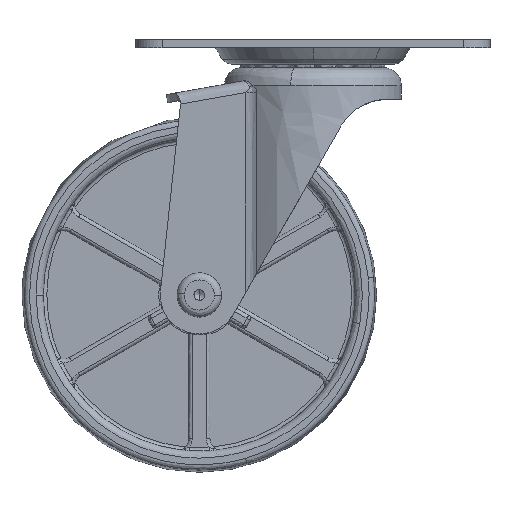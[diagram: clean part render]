
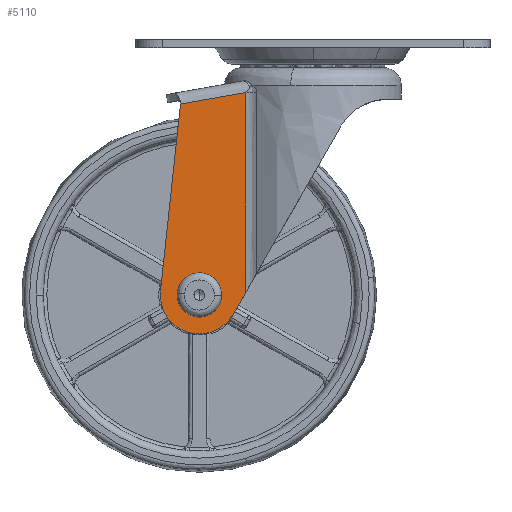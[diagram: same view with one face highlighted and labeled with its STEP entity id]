
A CAD part, front view. The second image highlights one B-rep face of the part: STEP entity #5110.
In plain terms, the highlighted free-form (B-spline) face has degree [1, 1] with [2, 2] control points.
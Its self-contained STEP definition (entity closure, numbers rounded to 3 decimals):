
#1092=CARTESIAN_POINT('',(4.038,-18.3,0.318));
#1093=VERTEX_POINT('',#1092);
#1099=CARTESIAN_POINT('',(0.0,-18.3,4.05));
#1100=VERTEX_POINT('',#1099);
#1101=CARTESIAN_POINT('',(0.0,-18.3,4.05));
#1102=CARTESIAN_POINT('',(3.744,-18.3,4.05));
#1103=CARTESIAN_POINT('',(4.038,-18.3,0.318));
#1111=(BOUNDED_CURVE()B_SPLINE_CURVE(2,(#1101,#1102,#1103),.UNSPECIFIED.,.F.,.U.)B_SPLINE_CURVE_WITH_KNOTS((3,3),(0.0,0.236),.UNSPECIFIED.)CURVE()GEOMETRIC_REPRESENTATION_ITEM()RATIONAL_B_SPLINE_CURVE((1.0,0.723,0.97))REPRESENTATION_ITEM(''));
#1112=EDGE_CURVE('',#1100,#1093,#1111,.T.);
#1114=CARTESIAN_POINT('',(-4.038,-18.3,-0.318));
#1115=VERTEX_POINT('',#1114);
#1116=CARTESIAN_POINT('',(-4.038,-18.3,-0.318));
#1117=CARTESIAN_POINT('',(-4.05,-18.3,-0.159));
#1118=CARTESIAN_POINT('',(-4.05,-18.3,0.0));
#1119=CARTESIAN_POINT('',(-4.05,-18.3,4.05));
#1120=CARTESIAN_POINT('',(0.0,-18.3,4.05));
#1128=(BOUNDED_CURVE()B_SPLINE_CURVE(2,(#1116,#1117,#1118,#1119,#1120),.UNSPECIFIED.,.F.,.U.)B_SPLINE_CURVE_WITH_KNOTS((3,2,3),(0.736,0.75,1.0),.UNSPECIFIED.)CURVE()GEOMETRIC_REPRESENTATION_ITEM()RATIONAL_B_SPLINE_CURVE((0.97,0.984,1.0,0.707,1.0))REPRESENTATION_ITEM(''));
#1129=EDGE_CURVE('',#1115,#1100,#1128,.T.);
#1205=CARTESIAN_POINT('',(0.0,-18.3,-4.05));
#1206=VERTEX_POINT('',#1205);
#1207=CARTESIAN_POINT('',(0.0,-18.3,-4.05));
#1208=CARTESIAN_POINT('',(-3.744,-18.3,-4.05));
#1209=CARTESIAN_POINT('',(-4.038,-18.3,-0.318));
#1217=(BOUNDED_CURVE()B_SPLINE_CURVE(2,(#1207,#1208,#1209),.UNSPECIFIED.,.F.,.U.)B_SPLINE_CURVE_WITH_KNOTS((3,3),(0.5,0.736),.UNSPECIFIED.)CURVE()GEOMETRIC_REPRESENTATION_ITEM()RATIONAL_B_SPLINE_CURVE((1.0,0.723,0.97))REPRESENTATION_ITEM(''));
#1218=EDGE_CURVE('',#1206,#1115,#1217,.T.);
#1220=CARTESIAN_POINT('',(4.038,-18.3,0.318));
#1221=CARTESIAN_POINT('',(4.05,-18.3,0.159));
#1222=CARTESIAN_POINT('',(4.05,-18.3,0.0));
#1223=CARTESIAN_POINT('',(4.05,-18.3,-4.05));
#1224=CARTESIAN_POINT('',(0.0,-18.3,-4.05));
#1232=(BOUNDED_CURVE()B_SPLINE_CURVE(2,(#1220,#1221,#1222,#1223,#1224),.UNSPECIFIED.,.F.,.U.)B_SPLINE_CURVE_WITH_KNOTS((3,2,3),(0.236,0.25,0.5),.UNSPECIFIED.)CURVE()GEOMETRIC_REPRESENTATION_ITEM()RATIONAL_B_SPLINE_CURVE((0.97,0.984,1.0,0.707,1.0))REPRESENTATION_ITEM(''));
#1233=EDGE_CURVE('',#1093,#1206,#1232,.T.);
#3613=CARTESIAN_POINT('',(13.103,-18.3,57.097));
#3614=VERTEX_POINT('',#3613);
#3693=CARTESIAN_POINT('',(13.103,-18.3,0.746));
#3694=VERTEX_POINT('',#3693);
#3711=CARTESIAN_POINT('',(13.103,-18.3,0.746));
#3712=CARTESIAN_POINT('',(13.103,-18.3,57.097));
#3713=QUASI_UNIFORM_CURVE('',1,(#3711,#3712),.UNSPECIFIED.,.F.,.U.);
#3714=EDGE_CURVE('',#3694,#3614,#3713,.T.);
#4222=CARTESIAN_POINT('',(-5.32,-18.3,53.849));
#4223=VERTEX_POINT('',#4222);
#4237=CARTESIAN_POINT('',(13.103,-18.3,57.097));
#4238=CARTESIAN_POINT('',(-5.32,-18.3,53.849));
#4239=QUASI_UNIFORM_CURVE('',1,(#4237,#4238),.UNSPECIFIED.,.F.,.U.);
#4240=EDGE_CURVE('',#3614,#4223,#4239,.T.);
#4644=CARTESIAN_POINT('',(-10.938,-18.3,1.166));
#4645=VERTEX_POINT('',#4644);
#4651=CARTESIAN_POINT('',(-10.938,-18.3,1.166));
#4652=CARTESIAN_POINT('',(-5.32,-18.3,53.849));
#4653=QUASI_UNIFORM_CURVE('',1,(#4651,#4652),.UNSPECIFIED.,.F.,.U.);
#4654=EDGE_CURVE('',#4645,#4223,#4653,.T.);
#4732=CARTESIAN_POINT('',(9.546,-18.3,-5.465));
#4733=VERTEX_POINT('',#4732);
#4734=CARTESIAN_POINT('',(13.103,-18.3,0.746));
#4735=CARTESIAN_POINT('',(9.546,-18.3,-5.465));
#4736=QUASI_UNIFORM_CURVE('',1,(#4734,#4735),.UNSPECIFIED.,.F.,.U.);
#4737=EDGE_CURVE('',#3694,#4733,#4736,.T.);
#4810=CARTESIAN_POINT('',(9.546,-18.3,-5.465));
#4811=CARTESIAN_POINT('',(5.109,-18.3,-13.216));
#4812=CARTESIAN_POINT('',(-3.388,-18.3,-10.465));
#4813=CARTESIAN_POINT('',(-11.885,-18.3,-7.714));
#4814=CARTESIAN_POINT('',(-10.938,-18.3,1.166));
#4822=(BOUNDED_CURVE()B_SPLINE_CURVE(2,(#4810,#4811,#4812,#4813,#4814),.UNSPECIFIED.,.F.,.U.)B_SPLINE_CURVE_WITH_KNOTS((3,2,3),(0.0,0.5,1.0),.UNSPECIFIED.)CURVE()GEOMETRIC_REPRESENTATION_ITEM()RATIONAL_B_SPLINE_CURVE((1.0,0.776,1.0,0.776,1.0))REPRESENTATION_ITEM(''));
#4823=EDGE_CURVE('',#4733,#4645,#4822,.T.);
#5092=CARTESIAN_POINT('',(-12.203,-18.3,-14.392));
#5093=CARTESIAN_POINT('',(-12.203,-18.3,60.498));
#5094=CARTESIAN_POINT('',(14.307,-18.3,-14.392));
#5095=CARTESIAN_POINT('',(14.307,-18.3,60.498));
#5096=B_SPLINE_SURFACE_WITH_KNOTS('',1,1,((#5092,#5094),(#5093,#5095)),.UNSPECIFIED.,.F.,.F.,.U.,(2,2),(2,2),(0.0,74.89),(0.0,26.509),.UNSPECIFIED.);
#5097=ORIENTED_EDGE('',*,*,#4737,.F.);
#5098=ORIENTED_EDGE('',*,*,#3714,.T.);
#5099=ORIENTED_EDGE('',*,*,#4240,.T.);
#5100=ORIENTED_EDGE('',*,*,#4654,.F.);
#5101=ORIENTED_EDGE('',*,*,#4823,.F.);
#5102=EDGE_LOOP('',(#5097,#5098,#5099,#5100,#5101));
#5103=FACE_OUTER_BOUND('',#5102,.T.);
#5104=ORIENTED_EDGE('',*,*,#1218,.T.);
#5105=ORIENTED_EDGE('',*,*,#1129,.T.);
#5106=ORIENTED_EDGE('',*,*,#1112,.T.);
#5107=ORIENTED_EDGE('',*,*,#1233,.T.);
#5108=EDGE_LOOP('',(#5104,#5105,#5106,#5107));
#5109=FACE_BOUND('',#5108,.T.);
#5110=ADVANCED_FACE('',(#5103,#5109),#5096,.F.);
